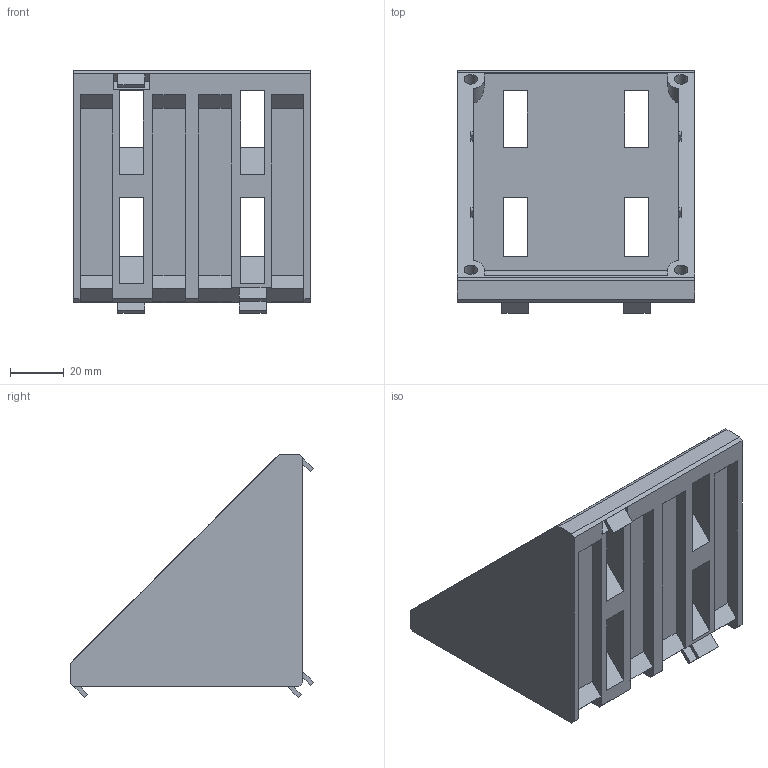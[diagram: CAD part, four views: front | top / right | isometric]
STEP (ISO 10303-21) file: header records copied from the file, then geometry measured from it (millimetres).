
FILE_DESCRIPTION(/* description */ (''),/* implementation_level */ '2;1');
FILE_NAME(/* name */ '1007760.stp',/* time_stamp */ '2024-07-24T15:57:31+02:00',/* author */ ('Bo'),/* organization */ (''),/* preprocessor_version */ 'ST-DEVELOPER v20',/* originating_system */ 'Autodesk Inventor 2025',/* authorisation */ ' ');
FILE_SCHEMA (('AUTOMOTIVE_DESIGN { 1 0 10303 214 3 1 1 }'));
Length unit declared in the file: millimetre
Products named in the file (2): 1007760; 1007760-1
Assembly tree (1 placements, depth 2):
  1007760
    1007760-1
Bounding box: 88 x 90.03 x 90.03 mm (x, y, z)
Volume: 123160.6 mm3; surface area: 52933.7 mm2
Topology: 1 solids, 1 shells, 157 faces, 436 edges, 288 vertices
Faces by surface type: plane 134, cylinder 23
Full cylindrical faces by diameter (mm): 5 x4
Entity records: 5062 total; most frequent: CARTESIAN_POINT 884, ORIENTED_EDGE 872, DIRECTION 802, EDGE_CURVE 436, LINE 390, VECTOR 390, VERTEX_POINT 288, AXIS2_PLACEMENT_3D 206
